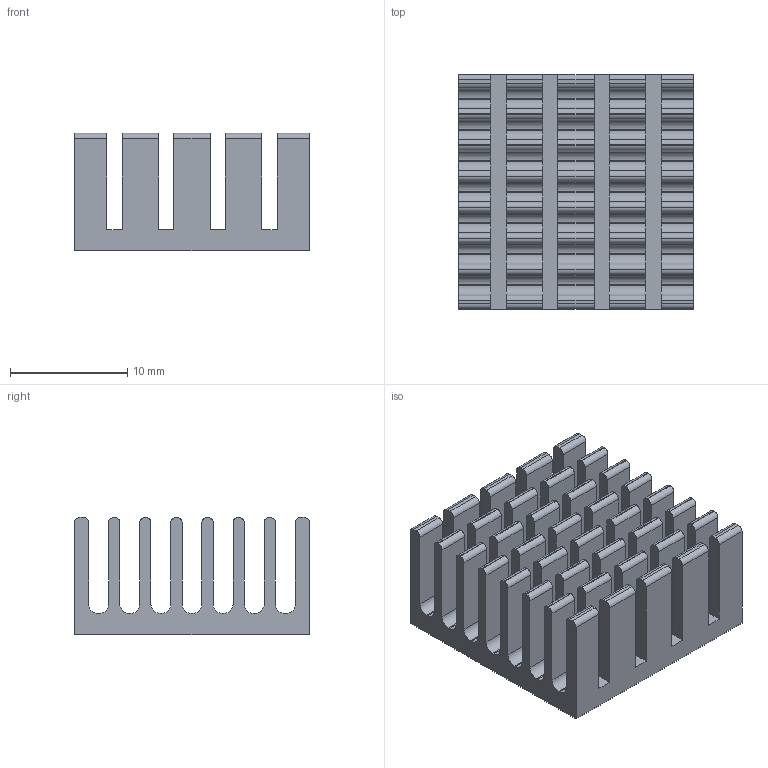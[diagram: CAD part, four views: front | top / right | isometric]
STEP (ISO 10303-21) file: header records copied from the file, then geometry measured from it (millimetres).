
FILE_DESCRIPTION(/* description */ (''),/* implementation_level */ '2;1');
FILE_NAME(/* name */ 'Heatsink_20x20x10mm.step',/* time_stamp */ '2023-11-25T17:33:28+01:00',/* author */ (''),/* organization */ (''),/* preprocessor_version */ 'ST-DEVELOPER v20',/* originating_system */ 'Autodesk Translation Framework v12.14.0.127',/* authorisation */ '');
FILE_SCHEMA (('AUTOMOTIVE_DESIGN { 1 0 10303 214 3 1 1 }'));
Length unit declared in the file: millimetre
Products named in the file (1): Heatsink_20x20x10mm
Bounding box: 20 x 20 x 10 mm (x, y, z)
Volume: 1721.2 mm3; surface area: 3445.4 mm2
Topology: 1 solids, 1 shells, 330 faces, 930 edges, 620 vertices
Faces by surface type: plane 180, cylinder 150
Entity records: 10774 total; most frequent: DIRECTION 1892, CARTESIAN_POINT 1881, ORIENTED_EDGE 1860, EDGE_CURVE 930, AXIS2_PLACEMENT_3D 631, LINE 630, VECTOR 630, VERTEX_POINT 620
